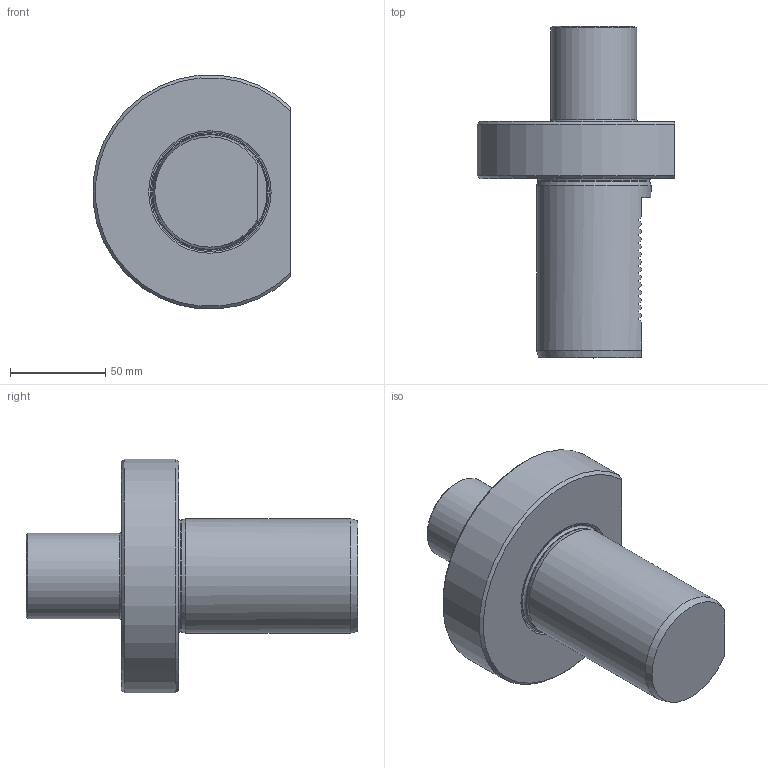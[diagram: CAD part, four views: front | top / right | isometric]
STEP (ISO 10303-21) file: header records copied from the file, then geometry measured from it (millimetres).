
FILE_DESCRIPTION (( 'STEP AP214' ), '1' );
FILE_NAME ('E160X25.STEP', '2025-07-07T15:47:18', ( '' ), ( '' ), 'SwSTEP 2.0', 'SolidWorks 2023', '' );
FILE_SCHEMA (( 'AUTOMOTIVE_DESIGN' ));
Length unit declared in the file: millimetre
Products named in the file (1): E160X25
Bounding box: 103.77 x 174 x 122.69 mm (x, y, z)
Volume: 625488.5 mm3; surface area: 61998.1 mm2
Topology: 1 solids, 1 shells, 283 faces, 754 edges, 501 vertices
Faces by surface type: plane 192, cylinder 45, bspline 37, cone 5, torus 4
Full cylindrical faces by diameter (mm): 1.7 x1, 2.1 x1, 6.366 x1, 25 x1, 45 x1, 58.7 x1, 60 x1
Entity records: 13252 total; most frequent: CARTESIAN_POINT 4493, ORIENTED_EDGE 1478, DIRECTION 1141, EDGE_CURVE 739, LINE 503, VECTOR 503, VERTEX_POINT 499, EDGE_LOOP 324
